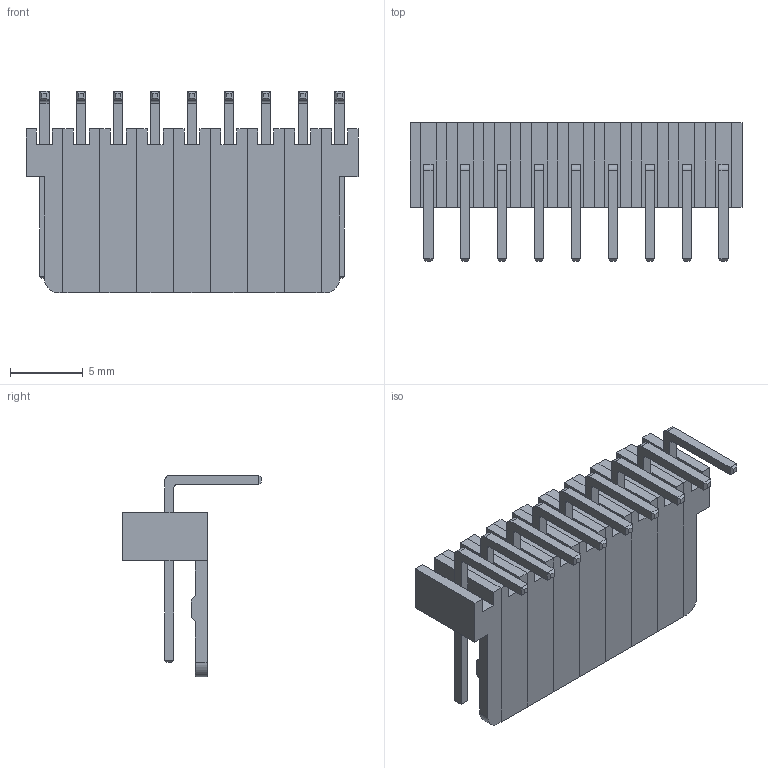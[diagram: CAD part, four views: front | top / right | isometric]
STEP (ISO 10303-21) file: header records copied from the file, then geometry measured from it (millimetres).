
FILE_DESCRIPTION (( 'STEP AP214' ), '1' );
FILE_NAME ('Molex_90Grad_9er.STEP', '2019-01-30T10:31:55', ( '' ), ( '' ), 'SwSTEP 2.0', 'SolidWorks 2016', '' );
FILE_SCHEMA (( 'AUTOMOTIVE_DESIGN' ));
Length unit declared in the file: millimetre
Products named in the file (4): Molex_90Grad_9er; Molex_Stecker_90Grad_links; Molex_Stecker_90Grad_mitte; Molex_Stecker_90Grad_rechts
Assembly tree (9 placements, depth 2):
  Molex_90Grad_9er
    Molex_Stecker_90Grad_rechts
    Molex_Stecker_90Grad_links
    Molex_Stecker_90Grad_mitte  x7
Bounding box: 22.86 x 9.52 x 13.9 mm (x, y, z)
Volume: 574.2 mm3; surface area: 1683.7 mm2
Topology: 9 solids, 9 shells, 346 faces, 858 edges, 548 vertices
Faces by surface type: plane 326, cylinder 20
Entity records: 4779 total; most frequent: CARTESIAN_POINT 612, ORIENTED_EDGE 588, DIRECTION 570, EDGE_CURVE 294, VECTOR 278, LINE 278, VERTEX_POINT 188, AXIS2_PLACEMENT_3D 146
